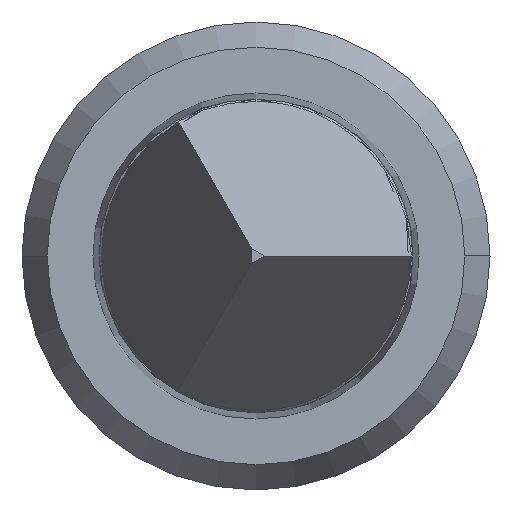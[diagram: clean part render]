
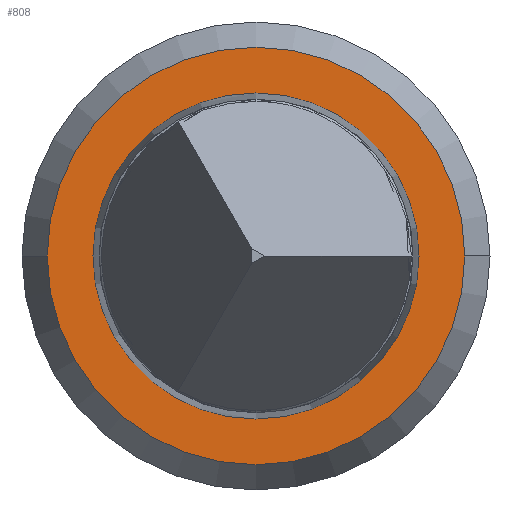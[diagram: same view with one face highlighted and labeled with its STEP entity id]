
A CAD part, left-side view. The second image highlights one B-rep face of the part: STEP entity #808.
In plain terms, the highlighted planar face has unit normal (-1, 0, 0).
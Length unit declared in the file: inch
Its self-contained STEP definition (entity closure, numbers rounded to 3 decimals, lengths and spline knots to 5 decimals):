
#12 = EDGE_CURVE ( 'NONE', #864, #890, #705, .T. ) ;
#50 = AXIS2_PLACEMENT_3D ( 'NONE', #226, #246, #213 ) ;
#62 = DIRECTION ( 'NONE',  ( 0., 1., 0. ) ) ;
#72 = DIRECTION ( 'NONE',  ( 1., 0., 0. ) ) ;
#83 = EDGE_CURVE ( 'NONE', #756, #958, #618, .T. ) ;
#132 = CARTESIAN_POINT ( 'NONE',  ( 0., 0., 0. ) ) ;
#133 = DIRECTION ( 'NONE',  ( -1., 0., 0. ) ) ;
#138 = DIRECTION ( 'NONE',  ( 0., -1., 0. ) ) ;
#146 = CARTESIAN_POINT ( 'NONE',  ( 0., 0., 0. ) ) ;
#155 = FACE_BOUND ( 'NONE', #898, .T. ) ;
#213 = DIRECTION ( 'NONE',  ( 0., -1., 0. ) ) ;
#217 = EDGE_CURVE ( 'NONE', #890, #864, #947, .T. ) ;
#226 = CARTESIAN_POINT ( 'NONE',  ( 0., 0., 0. ) ) ;
#245 = DIRECTION ( 'NONE',  ( 0., 1., 0. ) ) ;
#246 = DIRECTION ( 'NONE',  ( -1., 0., 0. ) ) ;
#254 = EDGE_CURVE ( 'NONE', #958, #756, #257, .T. ) ;
#257 = CIRCLE ( 'NONE', #622, 0.01874 ) ;
#300 = AXIS2_PLACEMENT_3D ( 'NONE', #146, #72, #62 ) ;
#339 = CARTESIAN_POINT ( 'NONE',  ( 0., 0., 0. ) ) ;
#346 = AXIS2_PLACEMENT_3D ( 'NONE', #505, #506, #508 ) ;
#356 = ORIENTED_EDGE ( 'NONE', *, *, #12, .F. ) ;
#363 = ORIENTED_EDGE ( 'NONE', *, *, #83, .F. ) ;
#459 = CARTESIAN_POINT ( 'NONE',  ( 0., 0., 0.01874 ) ) ;
#505 = CARTESIAN_POINT ( 'NONE',  ( 0., 0.024, 0. ) ) ;
#506 = DIRECTION ( 'NONE',  ( -1., 0., 0. ) ) ;
#508 = DIRECTION ( 'NONE',  ( 0., -1., 0. ) ) ;
#545 = ORIENTED_EDGE ( 'NONE', *, *, #217, .F. ) ;
#581 = CARTESIAN_POINT ( 'NONE',  ( 0., 0.024, 0. ) ) ;
#618 = CIRCLE ( 'NONE', #50, 0.01874 ) ;
#622 = AXIS2_PLACEMENT_3D ( 'NONE', #132, #133, #138 ) ;
#633 = CARTESIAN_POINT ( 'NONE',  ( 0., 0., -0.01874 ) ) ;
#678 = PLANE ( 'NONE',  #346 ) ;
#705 = CIRCLE ( 'NONE', #300, 0.024 ) ;
#716 = FACE_OUTER_BOUND ( 'NONE', #804, .T. ) ;
#751 = AXIS2_PLACEMENT_3D ( 'NONE', #339, #833, #245 ) ;
#756 = VERTEX_POINT ( 'NONE', #459 ) ;
#804 = EDGE_LOOP ( 'NONE', ( #356, #545 ) ) ;
#808 = ADVANCED_FACE ( 'NONE', ( #155, #716 ), #678, .T. ) ;
#833 = DIRECTION ( 'NONE',  ( 1., 0., 0. ) ) ;
#864 = VERTEX_POINT ( 'NONE', #581 ) ;
#879 = ORIENTED_EDGE ( 'NONE', *, *, #254, .F. ) ;
#890 = VERTEX_POINT ( 'NONE', #930 ) ;
#898 = EDGE_LOOP ( 'NONE', ( #879, #363 ) ) ;
#930 = CARTESIAN_POINT ( 'NONE',  ( 0., -0.024, 0. ) ) ;
#947 = CIRCLE ( 'NONE', #751, 0.024 ) ;
#958 = VERTEX_POINT ( 'NONE', #633 ) ;
